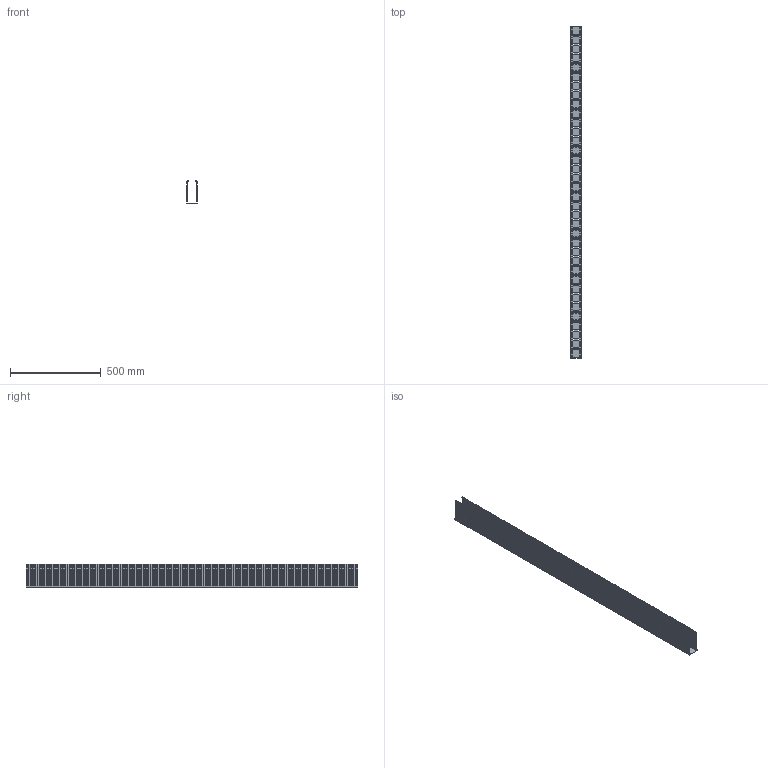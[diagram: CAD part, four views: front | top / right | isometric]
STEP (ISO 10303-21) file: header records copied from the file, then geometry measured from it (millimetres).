
FILE_DESCRIPTION(/* description */ (''),/* implementation_level */ '2;1');
FILE_NAME(/* name */ 'F2X5_3D_WEB.stp',/* time_stamp */ '2014-12-05T11:55:09-06:00',/* author */ (''),/* organization */ (''),/* preprocessor_version */ 'ST-DEVELOPER v11',/* originating_system */ 'SIEMENS PLM Software NX 7.5',/* authorisation */ '');
FILE_SCHEMA (('CONFIG_CONTROL_DESIGN'));
Products named in the file (1): bdk004B42ym
Bounding box: 57.16 x 1828.8 x 127.13 mm (x, y, z)
Volume: 1053985.8 mm3; surface area: 996603.8 mm2
Topology: 1 solids, 1 shells, 3022 faces, 9060 edges, 6040 vertices
Faces by surface type: plane 2812, cylinder 210
Entity records: 100612 total; most frequent: CARTESIAN_POINT 18123, ORIENTED_EDGE 18120, DIRECTION 15526, EDGE_CURVE 9060, LINE 8640, VECTOR 8640, VERTEX_POINT 6040, AXIS2_PLACEMENT_3D 3443
